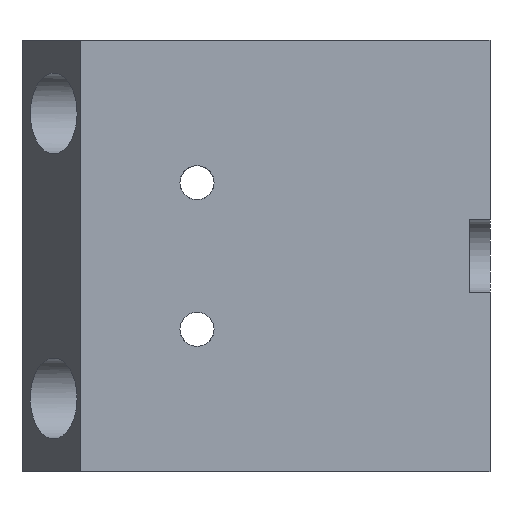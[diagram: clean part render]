
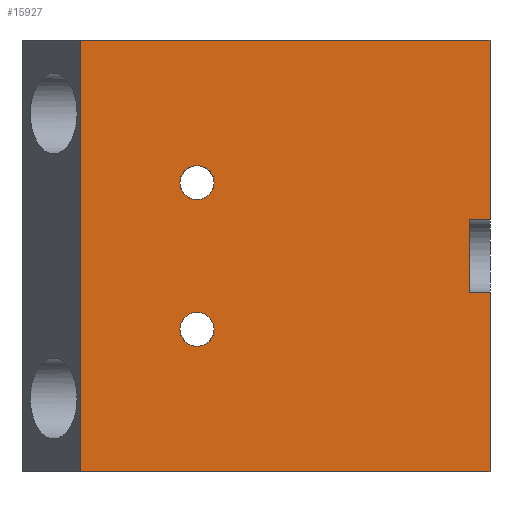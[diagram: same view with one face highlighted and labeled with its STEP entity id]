
A CAD part, left-side view. The second image highlights one B-rep face of the part: STEP entity #15927.
In plain terms, the highlighted planar face has unit normal (-1, 0, 0).
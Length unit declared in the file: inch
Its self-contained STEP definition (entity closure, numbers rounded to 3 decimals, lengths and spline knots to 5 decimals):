
#91=CIRCLE('',#16556,0.165);
#92=CIRCLE('',#16558,0.165);
#339=FACE_BOUND('',#2369,.T.);
#340=FACE_BOUND('',#2370,.T.);
#1368=FACE_OUTER_BOUND('',#2368,.T.);
#2368=EDGE_LOOP('',(#14280,#14281,#14282,#14283,#14284,#14285,#14286,#14287));
#2369=EDGE_LOOP('',(#14288));
#2370=EDGE_LOOP('',(#14289));
#4438=LINE('',#26806,#6175);
#4460=LINE('',#26881,#6197);
#4478=LINE('',#27595,#6215);
#4481=LINE('',#27603,#6218);
#4485=LINE('',#27613,#6222);
#4487=LINE('',#27616,#6224);
#4488=LINE('',#27617,#6225);
#4489=LINE('',#27618,#6226);
#6175=VECTOR('',#19548,0.3937);
#6197=VECTOR('',#19614,0.3937);
#6215=VECTOR('',#19960,0.3937);
#6218=VECTOR('',#19967,0.3937);
#6222=VECTOR('',#19977,0.3937);
#6224=VECTOR('',#19981,0.3937);
#6225=VECTOR('',#19982,0.3937);
#6226=VECTOR('',#19983,0.3937);
#7592=VERTEX_POINT('',#26803);
#7593=VERTEX_POINT('',#26805);
#7623=VERTEX_POINT('',#26878);
#7624=VERTEX_POINT('',#26880);
#7635=VERTEX_POINT('',#27005);
#7637=VERTEX_POINT('',#27043);
#7719=VERTEX_POINT('',#27593);
#7720=VERTEX_POINT('',#27594);
#7723=VERTEX_POINT('',#27602);
#7726=VERTEX_POINT('',#27612);
#9766=EDGE_CURVE('',#7592,#7593,#4438,.T.);
#9804=EDGE_CURVE('',#7623,#7624,#4460,.T.);
#9816=EDGE_CURVE('',#7635,#7635,#91,.T.);
#9818=EDGE_CURVE('',#7637,#7637,#92,.T.);
#9914=EDGE_CURVE('',#7719,#7720,#4478,.T.);
#9918=EDGE_CURVE('',#7720,#7723,#4481,.T.);
#9923=EDGE_CURVE('',#7726,#7719,#4485,.T.);
#9925=EDGE_CURVE('',#7723,#7624,#4487,.T.);
#9926=EDGE_CURVE('',#7593,#7623,#4488,.T.);
#9927=EDGE_CURVE('',#7592,#7726,#4489,.T.);
#14280=ORIENTED_EDGE('',*,*,#9923,.T.);
#14281=ORIENTED_EDGE('',*,*,#9914,.T.);
#14282=ORIENTED_EDGE('',*,*,#9918,.T.);
#14283=ORIENTED_EDGE('',*,*,#9925,.T.);
#14284=ORIENTED_EDGE('',*,*,#9804,.F.);
#14285=ORIENTED_EDGE('',*,*,#9926,.F.);
#14286=ORIENTED_EDGE('',*,*,#9766,.F.);
#14287=ORIENTED_EDGE('',*,*,#9927,.T.);
#14288=ORIENTED_EDGE('',*,*,#9816,.T.);
#14289=ORIENTED_EDGE('',*,*,#9818,.T.);
#14929=PLANE('',#16715);
#15927=ADVANCED_FACE('',(#1368,#339,#340),#14929,.T.);
#16556=AXIS2_PLACEMENT_3D('',#27006,#19636,#19637);
#16558=AXIS2_PLACEMENT_3D('',#27044,#19640,#19641);
#16715=AXIS2_PLACEMENT_3D('',#27615,#19979,#19980);
#19548=DIRECTION('',(0.,1.,0.));
#19614=DIRECTION('',(0.,-1.,0.));
#19636=DIRECTION('center_axis',(1.,0.,0.));
#19637=DIRECTION('ref_axis',(0.,1.,0.));
#19640=DIRECTION('center_axis',(1.,0.,0.));
#19641=DIRECTION('ref_axis',(0.,1.,0.));
#19960=DIRECTION('',(0.,0.,1.));
#19967=DIRECTION('',(0.,-1.,0.));
#19977=DIRECTION('',(0.,1.,0.));
#19979=DIRECTION('center_axis',(-1.,0.,0.));
#19980=DIRECTION('ref_axis',(0.,-1.,0.));
#19981=DIRECTION('',(0.,0.,1.));
#19982=DIRECTION('',(0.,0.,1.));
#19983=DIRECTION('',(0.,0.,1.));
#26803=CARTESIAN_POINT('',(-1.88976,0.,-2.08661));
#26805=CARTESIAN_POINT('',(-1.88976,3.9593,-2.08661));
#26806=CARTESIAN_POINT('',(-1.88976,3.9593,-2.08661));
#26878=CARTESIAN_POINT('',(-1.88976,3.9593,2.08661));
#26880=CARTESIAN_POINT('',(-1.88976,0.,2.08661));
#26881=CARTESIAN_POINT('',(-1.88976,3.9593,2.08661));
#27005=CARTESIAN_POINT('',(-1.88976,2.66965,0.70866));
#27006=CARTESIAN_POINT('Origin',(-1.88976,2.83465,0.70866));
#27043=CARTESIAN_POINT('',(-1.88976,2.66965,-0.70866));
#27044=CARTESIAN_POINT('Origin',(-1.88976,2.83465,-0.70866));
#27593=CARTESIAN_POINT('',(-1.88976,0.19685,-0.35443));
#27594=CARTESIAN_POINT('',(-1.88976,0.19685,0.35443));
#27595=CARTESIAN_POINT('',(-1.88976,0.19685,0.));
#27602=CARTESIAN_POINT('',(-1.88976,0.,0.35443));
#27603=CARTESIAN_POINT('',(-1.88976,1.97965,0.35443));
#27612=CARTESIAN_POINT('',(-1.88976,0.,-0.35443));
#27613=CARTESIAN_POINT('',(-1.88976,1.97965,-0.35443));
#27615=CARTESIAN_POINT('Origin',(-1.88976,3.9593,0.));
#27616=CARTESIAN_POINT('',(-1.88976,0.,0.));
#27617=CARTESIAN_POINT('',(-1.88976,3.9593,0.));
#27618=CARTESIAN_POINT('',(-1.88976,0.,0.));
